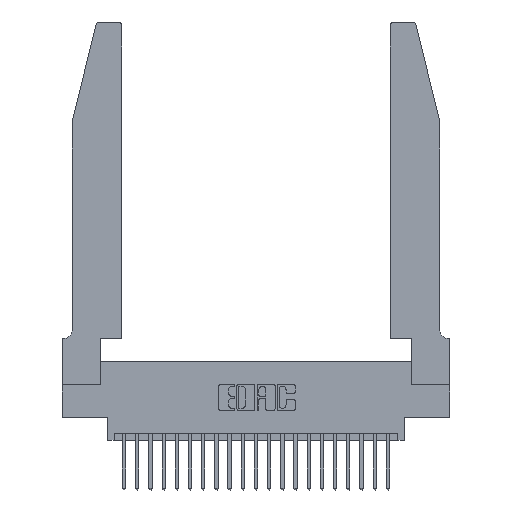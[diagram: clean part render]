
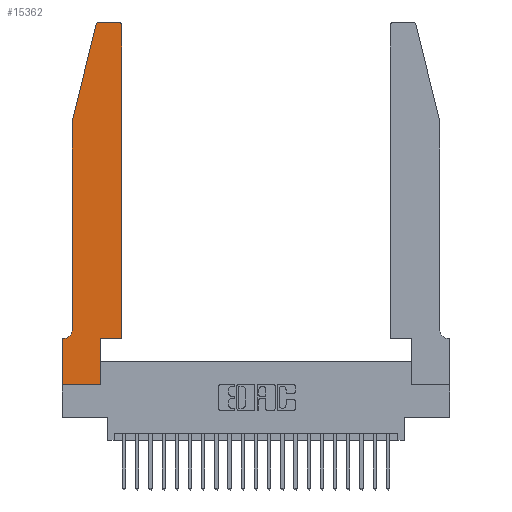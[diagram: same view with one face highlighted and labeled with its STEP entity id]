
A CAD part, top view. The second image highlights one B-rep face of the part: STEP entity #15362.
In plain terms, the highlighted planar face has unit normal (0, 0, 1).
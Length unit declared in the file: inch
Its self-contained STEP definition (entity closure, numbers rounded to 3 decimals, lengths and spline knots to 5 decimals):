
#119 = VERTEX_POINT ( 'NONE', #24022 ) ;
#907 = VERTEX_POINT ( 'NONE', #20454 ) ;
#1120 = DIRECTION ( 'NONE',  ( 0., 0., 1. ) ) ;
#1324 = VERTEX_POINT ( 'NONE', #20029 ) ;
#1555 = EDGE_CURVE ( 'NONE', #5746, #10333, #9286, .T. ) ;
#1644 = VERTEX_POINT ( 'NONE', #1967 ) ;
#1806 = CARTESIAN_POINT ( 'NONE',  ( 0., 0., 0.37 ) ) ;
#1967 = CARTESIAN_POINT ( 'NONE',  ( 0.2865, 0., 0.37 ) ) ;
#2217 = DIRECTION ( 'NONE',  ( -0.239, -0.971, 0. ) ) ;
#2644 = CARTESIAN_POINT ( 'NONE',  ( 0.0055, 0.42, 0.37 ) ) ;
#3058 = EDGE_CURVE ( 'NONE', #7442, #119, #18678, .T. ) ;
#3181 = CARTESIAN_POINT ( 'NONE',  ( 0., 0.35, 0.37 ) ) ;
#3500 = DIRECTION ( 'NONE',  ( 0., -1., 0. ) ) ;
#3536 = CARTESIAN_POINT ( 'NONE',  ( 0.4505, 0.35, 0.37 ) ) ;
#3714 = CARTESIAN_POINT ( 'NONE',  ( 0.2605, 2.75, 0.37 ) ) ;
#3730 = ORIENTED_EDGE ( 'NONE', *, *, #11997, .T. ) ;
#4081 = CARTESIAN_POINT ( 'NONE',  ( 0.0755, 2., 0.37 ) ) ;
#4185 = ORIENTED_EDGE ( 'NONE', *, *, #3058, .T. ) ;
#4643 = CIRCLE ( 'NONE', #22025, 0.07 ) ;
#4707 = VECTOR ( 'NONE', #12174, 39.37008 ) ;
#4832 = LINE ( 'NONE', #23995, #17408 ) ;
#5010 = VERTEX_POINT ( 'NONE', #21424 ) ;
#5118 = EDGE_CURVE ( 'NONE', #13978, #1324, #22175, .T. ) ;
#5445 = DIRECTION ( 'NONE',  ( 0., 0., 1. ) ) ;
#5500 = LINE ( 'NONE', #3714, #9885 ) ;
#5579 = LINE ( 'NONE', #14059, #4707 ) ;
#5601 = DIRECTION ( 'NONE',  ( 1., 0., 0. ) ) ;
#5623 = DIRECTION ( 'NONE',  ( -1., 0., 0. ) ) ;
#5746 = VERTEX_POINT ( 'NONE', #24073 ) ;
#6077 = DIRECTION ( 'NONE',  ( 0., 1., 0. ) ) ;
#6426 = EDGE_CURVE ( 'NONE', #5010, #23082, #8613, .T. ) ;
#6519 = CARTESIAN_POINT ( 'NONE',  ( 0.0755, 2., 0.37 ) ) ;
#6546 = EDGE_CURVE ( 'NONE', #10333, #907, #4832, .T. ) ;
#6887 = VERTEX_POINT ( 'NONE', #1806 ) ;
#7427 = VECTOR ( 'NONE', #22158, 39.37008 ) ;
#7442 = VERTEX_POINT ( 'NONE', #16511 ) ;
#8125 = AXIS2_PLACEMENT_3D ( 'NONE', #21076, #1120, #8849 ) ;
#8358 = ORIENTED_EDGE ( 'NONE', *, *, #9222, .T. ) ;
#8376 = EDGE_CURVE ( 'NONE', #19706, #5746, #21416, .T. ) ;
#8613 = LINE ( 'NONE', #22406, #7427 ) ;
#8849 = DIRECTION ( 'NONE',  ( 1., 0., 0. ) ) ;
#9222 = EDGE_CURVE ( 'NONE', #1644, #13978, #5579, .T. ) ;
#9286 = LINE ( 'NONE', #4081, #9878 ) ;
#9878 = VECTOR ( 'NONE', #2217, 39.37008 ) ;
#9885 = VECTOR ( 'NONE', #5623, 39.37008 ) ;
#10097 = VECTOR ( 'NONE', #20242, 39.37008 ) ;
#10239 = CARTESIAN_POINT ( 'NONE',  ( 0.2865, 0.35, 0.37 ) ) ;
#10333 = VERTEX_POINT ( 'NONE', #6519 ) ;
#10417 = AXIS2_PLACEMENT_3D ( 'NONE', #24186, #5445, #5601 ) ;
#10893 = EDGE_LOOP ( 'NONE', ( #3730, #16487, #21370, #13681, #14072, #21896, #21729, #17127, #8358, #22937, #12897, #4185 ) ) ;
#11070 = CARTESIAN_POINT ( 'NONE',  ( 0., 0., 0.37 ) ) ;
#11595 = DIRECTION ( 'NONE',  ( 1., 0., 0. ) ) ;
#11783 = DIRECTION ( 'NONE',  ( -1., 0., 0. ) ) ;
#11863 = DIRECTION ( 'NONE',  ( 0., 0., -1. ) ) ;
#11997 = EDGE_CURVE ( 'NONE', #119, #19706, #5500, .T. ) ;
#12140 = EDGE_CURVE ( 'NONE', #1324, #7442, #19267, .T. ) ;
#12174 = DIRECTION ( 'NONE',  ( 0., 1., 0. ) ) ;
#12897 = ORIENTED_EDGE ( 'NONE', *, *, #12140, .T. ) ;
#13072 = LINE ( 'NONE', #22183, #16614 ) ;
#13279 = EDGE_CURVE ( 'NONE', #23082, #6887, #17761, .T. ) ;
#13670 = VECTOR ( 'NONE', #14654, 39.37008 ) ;
#13681 = ORIENTED_EDGE ( 'NONE', *, *, #6546, .T. ) ;
#13978 = VERTEX_POINT ( 'NONE', #10239 ) ;
#14059 = CARTESIAN_POINT ( 'NONE',  ( 0.2865, 0.35, 0.37 ) ) ;
#14072 = ORIENTED_EDGE ( 'NONE', *, *, #18900, .T. ) ;
#14654 = DIRECTION ( 'NONE',  ( 1., 0., 0. ) ) ;
#15362 = ADVANCED_FACE ( 'NONE', ( #17330 ), #22812, .T. ) ;
#16487 = ORIENTED_EDGE ( 'NONE', *, *, #8376, .T. ) ;
#16511 = CARTESIAN_POINT ( 'NONE',  ( 0.4505, 2.72, 0.37 ) ) ;
#16614 = VECTOR ( 'NONE', #16630, 39.37008 ) ;
#16630 = DIRECTION ( 'NONE',  ( 1., 0., 0. ) ) ;
#17127 = ORIENTED_EDGE ( 'NONE', *, *, #20584, .T. ) ;
#17330 = FACE_OUTER_BOUND ( 'NONE', #10893, .T. ) ;
#17408 = VECTOR ( 'NONE', #3500, 39.37008 ) ;
#17463 = CARTESIAN_POINT ( 'NONE',  ( 0.4505, 0.35, 0.37 ) ) ;
#17761 = LINE ( 'NONE', #11070, #10097 ) ;
#18678 = CIRCLE ( 'NONE', #10417, 0.03 ) ;
#18686 = VECTOR ( 'NONE', #6077, 39.37008 ) ;
#18900 = EDGE_CURVE ( 'NONE', #907, #5010, #4643, .T. ) ;
#19045 = CARTESIAN_POINT ( 'NONE',  ( 0., 0.35, 0.37 ) ) ;
#19267 = LINE ( 'NONE', #17463, #18686 ) ;
#19706 = VERTEX_POINT ( 'NONE', #20069 ) ;
#20029 = CARTESIAN_POINT ( 'NONE',  ( 0.4505, 0.35, 0.37 ) ) ;
#20069 = CARTESIAN_POINT ( 'NONE',  ( 0.284, 2.75, 0.37 ) ) ;
#20242 = DIRECTION ( 'NONE',  ( 0., -1., 0. ) ) ;
#20454 = CARTESIAN_POINT ( 'NONE',  ( 0.0755, 0.42, 0.37 ) ) ;
#20584 = EDGE_CURVE ( 'NONE', #6887, #1644, #13072, .T. ) ;
#20590 = DIRECTION ( 'NONE',  ( 0., 0., 1. ) ) ;
#21076 = CARTESIAN_POINT ( 'NONE',  ( 0.284, 2.72, 0.37 ) ) ;
#21370 = ORIENTED_EDGE ( 'NONE', *, *, #1555, .T. ) ;
#21416 = CIRCLE ( 'NONE', #8125, 0.03 ) ;
#21424 = CARTESIAN_POINT ( 'NONE',  ( 0.0055, 0.35, 0.37 ) ) ;
#21729 = ORIENTED_EDGE ( 'NONE', *, *, #13279, .T. ) ;
#21896 = ORIENTED_EDGE ( 'NONE', *, *, #6426, .T. ) ;
#22025 = AXIS2_PLACEMENT_3D ( 'NONE', #2644, #11863, #11783 ) ;
#22158 = DIRECTION ( 'NONE',  ( -1., 0., 0. ) ) ;
#22175 = LINE ( 'NONE', #3536, #13670 ) ;
#22183 = CARTESIAN_POINT ( 'NONE',  ( 0., 0., 0.37 ) ) ;
#22406 = CARTESIAN_POINT ( 'NONE',  ( 0.0755, 0.35, 0.37 ) ) ;
#22812 = PLANE ( 'NONE',  #24167 ) ;
#22937 = ORIENTED_EDGE ( 'NONE', *, *, #5118, .T. ) ;
#23082 = VERTEX_POINT ( 'NONE', #3181 ) ;
#23995 = CARTESIAN_POINT ( 'NONE',  ( 0.0755, 2., 0.37 ) ) ;
#24022 = CARTESIAN_POINT ( 'NONE',  ( 0.4205, 2.75, 0.37 ) ) ;
#24073 = CARTESIAN_POINT ( 'NONE',  ( 0.25487, 2.72718, 0.37 ) ) ;
#24167 = AXIS2_PLACEMENT_3D ( 'NONE', #19045, #20590, #11595 ) ;
#24186 = CARTESIAN_POINT ( 'NONE',  ( 0.4205, 2.72, 0.37 ) ) ;
